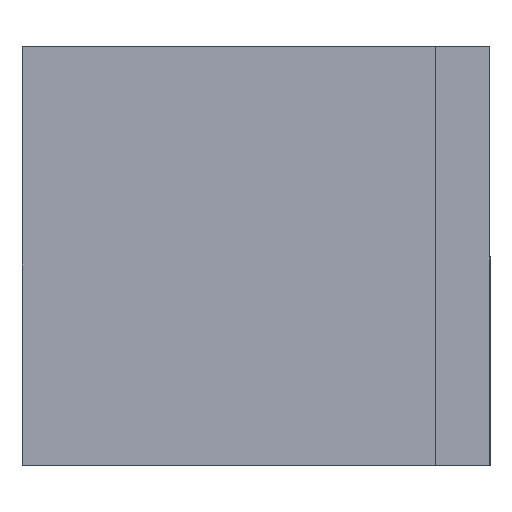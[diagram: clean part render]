
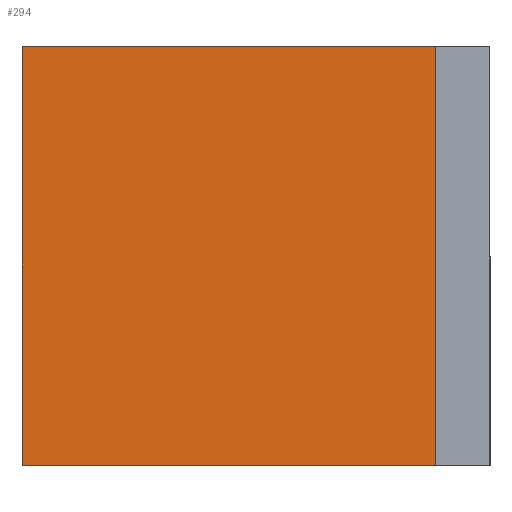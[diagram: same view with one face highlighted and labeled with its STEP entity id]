
A CAD part, top view. The second image highlights one B-rep face of the part: STEP entity #294.
In plain terms, the highlighted planar face has unit normal (0, 0, 1).
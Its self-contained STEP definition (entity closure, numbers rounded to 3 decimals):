
#10 = AXIS2_PLACEMENT_3D ( 'NONE', #339, #154, #342 ) ;
#12 = CARTESIAN_POINT ( 'NONE',  ( 11.19, -13.08, 1.5 ) ) ;
#19 = VECTOR ( 'NONE', #324, 1000. ) ;
#23 = LINE ( 'NONE', #354, #164 ) ;
#28 = EDGE_LOOP ( 'NONE', ( #128, #96, #153, #333 ) ) ;
#30 = VECTOR ( 'NONE', #253, 1000. ) ;
#45 = CARTESIAN_POINT ( 'NONE',  ( -14.61, -13.08, 1.5 ) ) ;
#47 = EDGE_CURVE ( 'NONE', #338, #145, #167, .T. ) ;
#59 = EDGE_CURVE ( 'NONE', #60, #338, #23, .T. ) ;
#60 = VERTEX_POINT ( 'NONE', #284 ) ;
#74 = CARTESIAN_POINT ( 'NONE',  ( -14.61, 13.08, 1.5 ) ) ;
#77 = CARTESIAN_POINT ( 'NONE',  ( 11.19, 13.08, 1.5 ) ) ;
#79 = LINE ( 'NONE', #74, #329 ) ;
#82 = DIRECTION ( 'NONE',  ( 1., 0., 0. ) ) ;
#96 = ORIENTED_EDGE ( 'NONE', *, *, #231, .F. ) ;
#101 = FACE_OUTER_BOUND ( 'NONE', #28, .T. ) ;
#103 = PLANE ( 'NONE',  #10 ) ;
#128 = ORIENTED_EDGE ( 'NONE', *, *, #165, .F. ) ;
#145 = VERTEX_POINT ( 'NONE', #12 ) ;
#153 = ORIENTED_EDGE ( 'NONE', *, *, #59, .T. ) ;
#154 = DIRECTION ( 'NONE',  ( 0., 0., 1. ) ) ;
#164 = VECTOR ( 'NONE', #313, 1000. ) ;
#165 = EDGE_CURVE ( 'NONE', #222, #145, #343, .T. ) ;
#167 = LINE ( 'NONE', #189, #19 ) ;
#189 = CARTESIAN_POINT ( 'NONE',  ( -14.61, -13.08, 1.5 ) ) ;
#222 = VERTEX_POINT ( 'NONE', #346 ) ;
#231 = EDGE_CURVE ( 'NONE', #60, #222, #79, .T. ) ;
#253 = DIRECTION ( 'NONE',  ( 0., -1., 0. ) ) ;
#284 = CARTESIAN_POINT ( 'NONE',  ( -14.61, 13.08, 1.5 ) ) ;
#294 = ADVANCED_FACE ( 'NONE', ( #101 ), #103, .T. ) ;
#313 = DIRECTION ( 'NONE',  ( 0., -1., 0. ) ) ;
#324 = DIRECTION ( 'NONE',  ( 1., 0., 0. ) ) ;
#329 = VECTOR ( 'NONE', #82, 1000. ) ;
#333 = ORIENTED_EDGE ( 'NONE', *, *, #47, .T. ) ;
#338 = VERTEX_POINT ( 'NONE', #45 ) ;
#339 = CARTESIAN_POINT ( 'NONE',  ( 0., 0., 1.5 ) ) ;
#342 = DIRECTION ( 'NONE',  ( 1., 0., 0. ) ) ;
#343 = LINE ( 'NONE', #77, #30 ) ;
#346 = CARTESIAN_POINT ( 'NONE',  ( 11.19, 13.08, 1.5 ) ) ;
#354 = CARTESIAN_POINT ( 'NONE',  ( -14.61, 13.08, 1.5 ) ) ;
